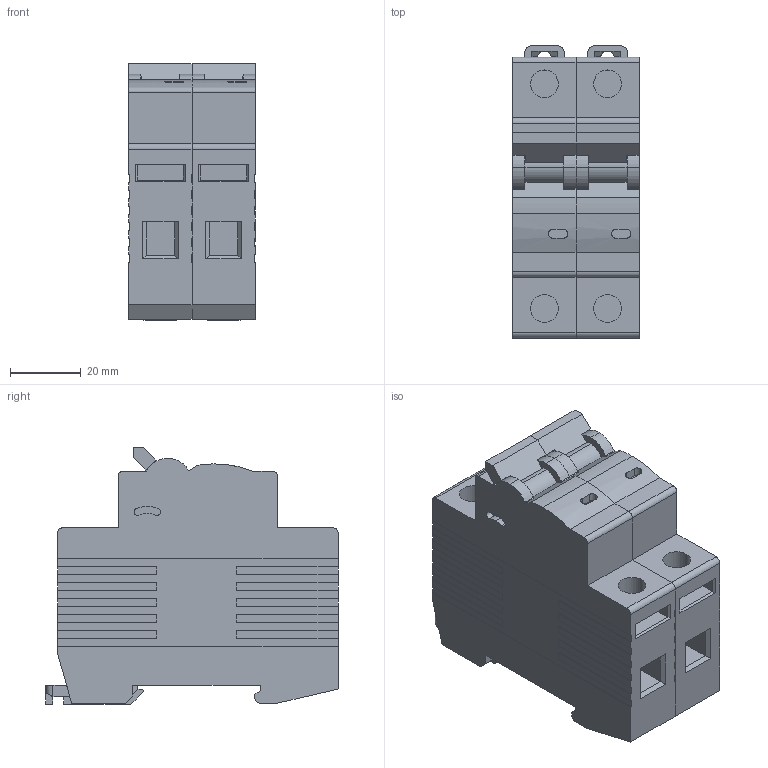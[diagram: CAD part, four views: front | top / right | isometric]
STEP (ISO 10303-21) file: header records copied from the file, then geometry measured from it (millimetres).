
FILE_DESCRIPTION (( 'STEP AP214' ), '1' );
FILE_NAME ('MVA20-2-001-C.STEP', '2025-02-06T11:15:17', ( '' ), ( '' ), 'SwSTEP 2.0', 'SolidWorks 2022', '' );
FILE_SCHEMA (( 'AUTOMOTIVE_DESIGN' ));
Length unit declared in the file: millimetre
Products named in the file (1): MVA20-2-001-C
Bounding box: 35.6 x 82.5 x 72.35 mm (x, y, z)
Volume: 148451.8 mm3; surface area: 35202.9 mm2
Topology: 2 solids, 4 shells, 552 faces, 1542 edges, 1018 vertices
Faces by surface type: plane 474, cylinder 78
Entity records: 18711 total; most frequent: CARTESIAN_POINT 3231, ORIENTED_EDGE 3084, DIRECTION 2774, EDGE_CURVE 1542, VECTOR 1372, LINE 1372, VERTEX_POINT 1018, AXIS2_PLACEMENT_3D 701
